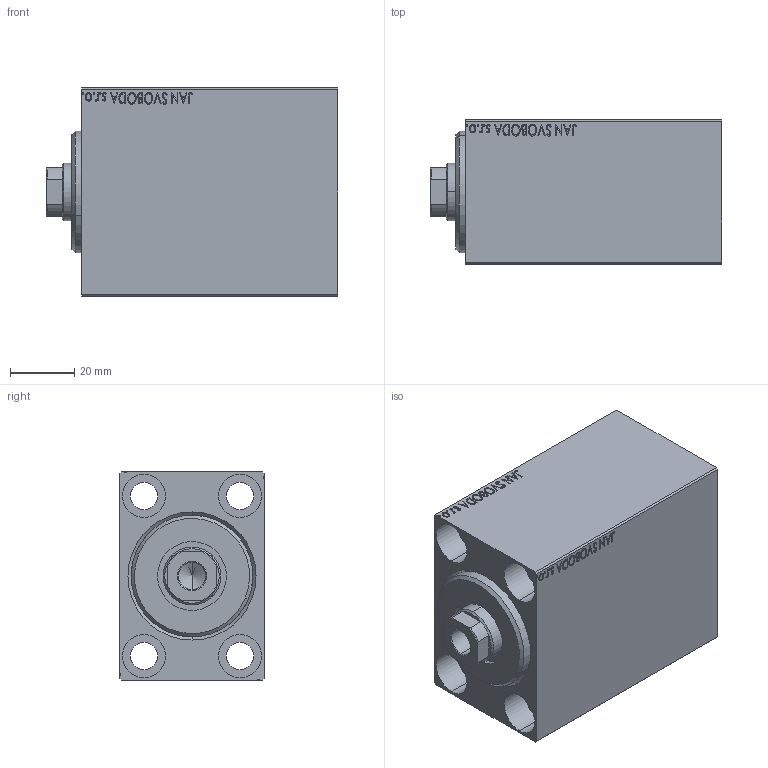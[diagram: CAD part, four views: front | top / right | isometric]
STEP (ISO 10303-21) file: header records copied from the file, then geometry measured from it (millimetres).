
FILE_DESCRIPTION (( 'STEP AP203' ), '1' );
FILE_NAME ('c633.STEP', '2022-05-09T11:10:29', ( '' ), ( '' ), 'SwSTEP 2.0', 'SolidWorks 2019', '' );
FILE_SCHEMA (( 'CONFIG_CONTROL_DESIGN' ));
Length unit declared in the file: millimetre
Products named in the file (4): V450CM_C_Body 594e1a4780ac226ee33efcad4c47fc59; V450CM_VC_B 594e1a4780ac226ee33efcad4c47fc59; V450CM_C_VCP 594e1a4780ac226ee33efcad4c47fc59; c633
Assembly tree (3 placements, depth 2):
  c633
    V450CM_C_Body 594e1a4780ac226ee33efcad4c47fc59
    V450CM_C_VCP 594e1a4780ac226ee33efcad4c47fc59
    V450CM_VC_B 594e1a4780ac226ee33efcad4c47fc59
Bounding box: 91 x 45 x 65 mm (x, y, z)
Volume: 202563.2 mm3; surface area: 47828.1 mm2
Topology: 3 solids, 3 shells, 863 faces, 2209 edges, 1465 vertices
Faces by surface type: plane 409, bspline 380, cylinder 60, cone 14
Entity records: 43977 total; most frequent: CARTESIAN_POINT 25097, ORIENTED_EDGE 4414, DIRECTION 2549, EDGE_CURVE 2207, VERTEX_POINT 1465, VECTOR 1303, LINE 1303, EDGE_LOOP 990
